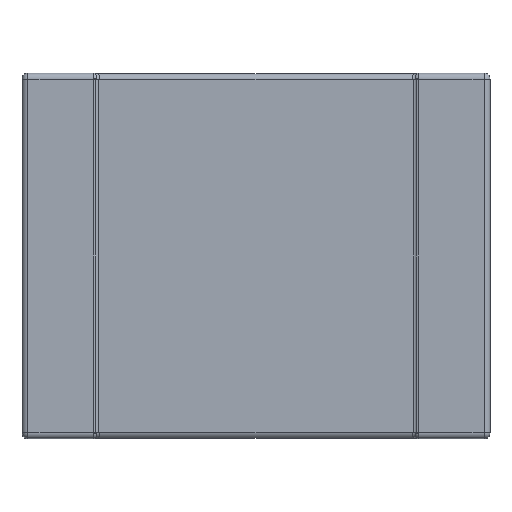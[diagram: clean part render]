
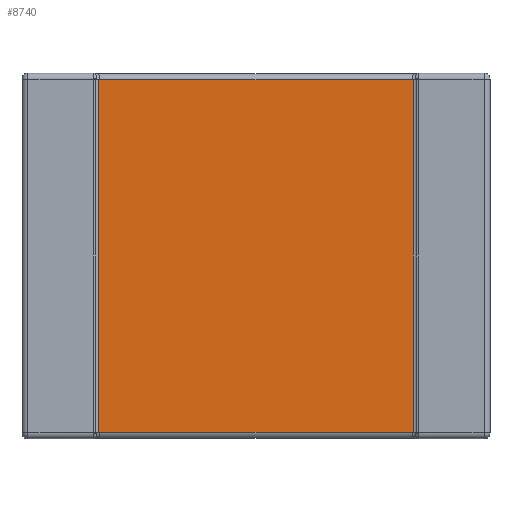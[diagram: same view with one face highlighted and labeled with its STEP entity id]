
A CAD part, front view. The second image highlights one B-rep face of the part: STEP entity #8740.
In plain terms, the highlighted planar face has unit normal (0, -1, 0).
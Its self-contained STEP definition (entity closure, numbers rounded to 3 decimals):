
#1298=CARTESIAN_POINT('',(1.074,0.01,1.205));
#1308=CARTESIAN_POINT('',(-1.074,0.01,
1.205));
#1358=DIRECTION('',(0.,0.,-1.));
#1359=VECTOR('',#1358,2.41);
#1360=CARTESIAN_POINT('',(1.074,0.01,1.205));
#1361=LINE('',#1360,#1359);
#1365=DIRECTION('',(1.,0.,0.));
#1366=VECTOR('',#1365,2.147);
#1367=CARTESIAN_POINT('',(-1.074,0.01,
-1.205));
#1368=LINE('',#1367,#1366);
#1372=DIRECTION('',(0.,0.,-1.));
#1373=VECTOR('',#1372,2.41);
#1374=CARTESIAN_POINT('',(-1.074,0.01,
1.205));
#1375=LINE('',#1374,#1373);
#1379=DIRECTION('',(-1.,0.,0.));
#1380=VECTOR('',#1379,2.147);
#1381=CARTESIAN_POINT('',(1.074,0.01,1.205));
#1382=LINE('',#1381,#1380);
#5601=VERTEX_POINT('',#1298);
#5602=CARTESIAN_POINT('',(1.074,0.01,
-1.205));
#5603=VERTEX_POINT('',#5602);
#5620=VERTEX_POINT('',#1308);
#5621=CARTESIAN_POINT('',(-1.074,0.01,
-1.205));
#5622=VERTEX_POINT('',#5621);
#8727=CARTESIAN_POINT('',(1.1,0.01,1.25));
#8728=DIRECTION('',(0.,1.,0.));
#8729=DIRECTION('',(-1.,0.,0.));
#8730=AXIS2_PLACEMENT_3D('',#8727,#8728,#8729);
#8731=PLANE('',#8730);
#8732=ORIENTED_EDGE('',*,*,#7595,.T.);
#8734=ORIENTED_EDGE('',*,*,#8733,.F.);
#8736=ORIENTED_EDGE('',*,*,#8735,.F.);
#8737=ORIENTED_EDGE('',*,*,#8714,.F.);
#8738=EDGE_LOOP('',(#8732,#8734,#8736,#8737));
#8739=FACE_OUTER_BOUND('',#8738,.F.);
#8740=ADVANCED_FACE('',(#8739),#8731,.F.);
#7595=EDGE_CURVE('',#5601,#5603,#1361,.T.);
#8714=EDGE_CURVE('',#5601,#5620,#1382,.T.);
#8733=EDGE_CURVE('',#5622,#5603,#1368,.T.);
#8735=EDGE_CURVE('',#5620,#5622,#1375,.T.);
